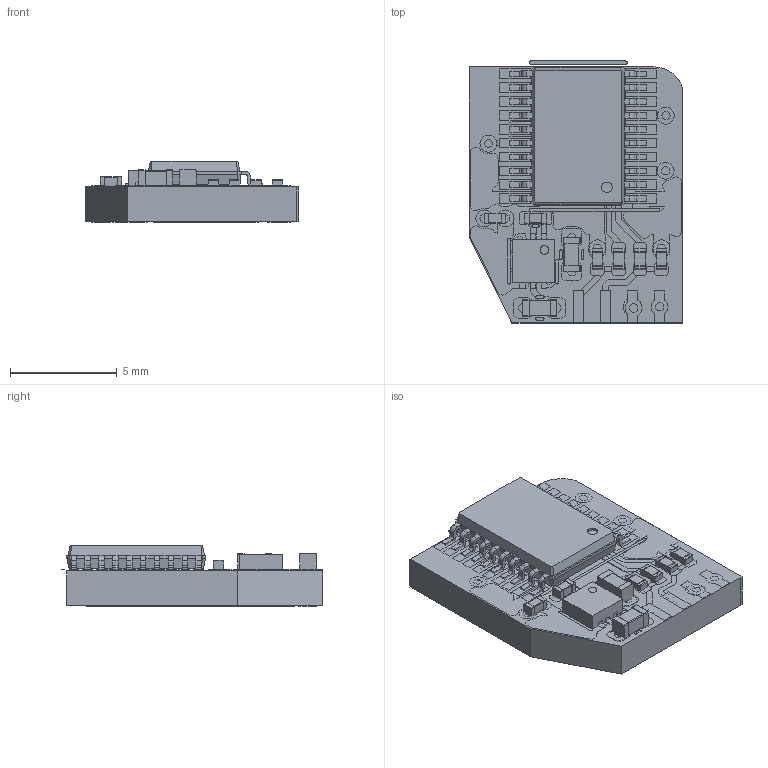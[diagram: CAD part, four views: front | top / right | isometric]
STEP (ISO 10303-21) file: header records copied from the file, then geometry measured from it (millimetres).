
FILE_DESCRIPTION(('FreeCAD Model'),'2;1');
FILE_NAME('as5045b_board_right.step','2020-11-25T17:16:29',('Author'),(''), 'Open CASCADE STEP processor 7.3','FreeCAD','Unknown');
FILE_SCHEMA(('AUTOMOTIVE_DESIGN { 1 0 10303 214 1 1 1 1 }'));
Length unit declared in the file: millimetre
Products named in the file (21): as5045b_board; Board_Geoms_56e6; Local_CS_56e6; Pcb_56e6; PCB_Sketch_56e6; topTracks_56e6; botTracks_56e6; topSilks_1432; botSilks_d5f4; Step_Models_56e6; Top_56e6; R5_R_0402_1005Metric_5E67B6CE; R6_R_0402_1005Metric_5E67B7BB; U3_DFN-6-1EP_2x2mm_Pitch0.5mm_5F7864FA; C2_C_0402_1005Metric_5E67B791; C3_C_0603_1608Metric_5E67B70F; U1_TSSOP_20_44x65mm_P065mm_5F78F0C2; R1_R_0402_1005Metric_5E67B73D; C5_C_0603_1608Metric_5F7862D8; C6_C_0402_1005Metric_5F7862E9; R2_R_0402_1005Metric_5E67B767
Assembly tree (20 placements, depth 4):
  as5045b_board
    Board_Geoms_56e6
      Local_CS_56e6
      Pcb_56e6
      PCB_Sketch_56e6
      topTracks_56e6
      botTracks_56e6
      topSilks_1432
      botSilks_d5f4
    Step_Models_56e6
      Top_56e6
        R5_R_0402_1005Metric_5E67B6CE
        R6_R_0402_1005Metric_5E67B7BB
        U3_DFN-6-1EP_2x2mm_Pitch0.5mm_5F7864FA
        C2_C_0402_1005Metric_5E67B791
        C3_C_0603_1608Metric_5E67B70F
        U1_TSSOP_20_44x65mm_P065mm_5F78F0C2
        R1_R_0402_1005Metric_5E67B73D
        C5_C_0603_1608Metric_5F7862D8
        C6_C_0402_1005Metric_5F7862E9
        R2_R_0402_1005Metric_5E67B767
Bounding box: 10 x 12.28 x 2.87 mm (x, y, z)
Volume: 221.9 mm3; surface area: 645.1 mm2
Topology: 11 solids, 110 shells, 712 faces, 7749 edges, 7178 vertices
Faces by surface type: plane 499, cylinder 169, bspline 44
Full cylindrical faces by diameter (mm): 0.4 x1, 0.5 x1
Entity records: 74131 total; most frequent: CARTESIAN_POINT 15824, DIRECTION 9434, ORIENTED_EDGE 9360, EDGE_CURVE 7740, LINE 7378, VECTOR 7378, VERTEX_POINT 7160, AXIS2_PLACEMENT_3D 1028
